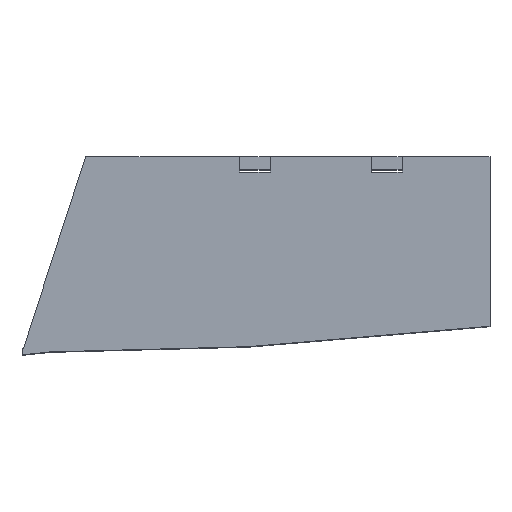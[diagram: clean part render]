
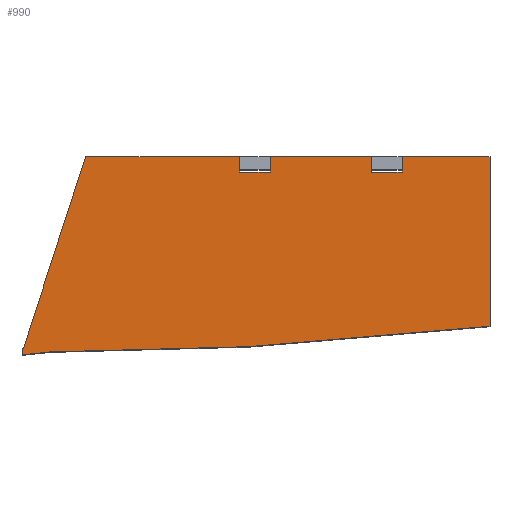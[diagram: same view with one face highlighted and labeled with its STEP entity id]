
A CAD part, top view. The second image highlights one B-rep face of the part: STEP entity #990.
In plain terms, the highlighted planar face has unit normal (0, 0, 1).
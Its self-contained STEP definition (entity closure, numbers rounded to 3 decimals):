
#63=FACE_OUTER_BOUND('',#108,.T.);
#108=EDGE_LOOP('',(#770,#771,#772,#773,#774,#775,#776,#777,#778,#779,#780,
#781,#782,#783,#784,#785));
#140=LINE('',#1347,#272);
#200=LINE('',#1473,#332);
#204=LINE('',#1481,#336);
#209=LINE('',#1490,#341);
#215=LINE('',#1502,#347);
#220=LINE('',#1512,#352);
#223=LINE('',#1516,#355);
#224=LINE('',#1519,#356);
#225=LINE('',#1520,#357);
#226=LINE('',#1522,#358);
#227=LINE('',#1524,#359);
#228=LINE('',#1526,#360);
#229=LINE('',#1528,#361);
#230=LINE('',#1530,#362);
#231=LINE('',#1531,#363);
#232=LINE('',#1532,#364);
#272=VECTOR('',#1098,10.);
#332=VECTOR('',#1188,10.);
#336=VECTOR('',#1194,10.);
#341=VECTOR('',#1203,10.);
#347=VECTOR('',#1213,10.);
#352=VECTOR('',#1220,10.);
#355=VECTOR('',#1225,10.);
#356=VECTOR('',#1228,10.);
#357=VECTOR('',#1229,10.);
#358=VECTOR('',#1230,10.);
#359=VECTOR('',#1231,10.);
#360=VECTOR('',#1232,10.);
#361=VECTOR('',#1233,10.);
#362=VECTOR('',#1234,10.);
#363=VECTOR('',#1235,10.);
#364=VECTOR('',#1236,10.);
#404=VERTEX_POINT('',#1344);
#405=VERTEX_POINT('',#1346);
#455=VERTEX_POINT('',#1470);
#456=VERTEX_POINT('',#1472);
#459=VERTEX_POINT('',#1480);
#461=VERTEX_POINT('',#1489);
#464=VERTEX_POINT('',#1499);
#465=VERTEX_POINT('',#1501);
#468=VERTEX_POINT('',#1509);
#469=VERTEX_POINT('',#1511);
#470=VERTEX_POINT('',#1518);
#471=VERTEX_POINT('',#1521);
#472=VERTEX_POINT('',#1523);
#473=VERTEX_POINT('',#1525);
#474=VERTEX_POINT('',#1527);
#475=VERTEX_POINT('',#1529);
#502=EDGE_CURVE('',#404,#405,#140,.T.);
#566=EDGE_CURVE('',#456,#455,#200,.T.);
#570=EDGE_CURVE('',#459,#456,#204,.T.);
#575=EDGE_CURVE('',#461,#459,#209,.T.);
#581=EDGE_CURVE('',#465,#464,#215,.T.);
#586=EDGE_CURVE('',#469,#468,#220,.T.);
#589=EDGE_CURVE('',#468,#465,#223,.T.);
#590=EDGE_CURVE('',#455,#470,#224,.T.);
#591=EDGE_CURVE('',#470,#405,#225,.T.);
#592=EDGE_CURVE('',#471,#404,#226,.T.);
#593=EDGE_CURVE('',#472,#471,#227,.T.);
#594=EDGE_CURVE('',#472,#473,#228,.T.);
#595=EDGE_CURVE('',#473,#474,#229,.T.);
#596=EDGE_CURVE('',#474,#475,#230,.T.);
#597=EDGE_CURVE('',#475,#469,#231,.T.);
#598=EDGE_CURVE('',#464,#461,#232,.T.);
#770=ORIENTED_EDGE('',*,*,#575,.T.);
#771=ORIENTED_EDGE('',*,*,#570,.T.);
#772=ORIENTED_EDGE('',*,*,#566,.T.);
#773=ORIENTED_EDGE('',*,*,#590,.T.);
#774=ORIENTED_EDGE('',*,*,#591,.T.);
#775=ORIENTED_EDGE('',*,*,#502,.F.);
#776=ORIENTED_EDGE('',*,*,#592,.F.);
#777=ORIENTED_EDGE('',*,*,#593,.F.);
#778=ORIENTED_EDGE('',*,*,#594,.T.);
#779=ORIENTED_EDGE('',*,*,#595,.T.);
#780=ORIENTED_EDGE('',*,*,#596,.T.);
#781=ORIENTED_EDGE('',*,*,#597,.T.);
#782=ORIENTED_EDGE('',*,*,#586,.T.);
#783=ORIENTED_EDGE('',*,*,#589,.T.);
#784=ORIENTED_EDGE('',*,*,#581,.T.);
#785=ORIENTED_EDGE('',*,*,#598,.T.);
#954=PLANE('',#1055);
#990=ADVANCED_FACE('',(#63),#954,.T.);
#1055=AXIS2_PLACEMENT_3D('',#1517,#1226,#1227);
#1098=DIRECTION('',(0.999,0.046,0.));
#1188=DIRECTION('',(0.,1.,0.));
#1194=DIRECTION('',(-1.,0.,0.));
#1203=DIRECTION('',(0.,-1.,0.));
#1213=DIRECTION('',(0.,1.,0.));
#1220=DIRECTION('',(0.,-1.,0.));
#1225=DIRECTION('',(-1.,0.,0.));
#1226=DIRECTION('center_axis',(0.,0.,1.));
#1227=DIRECTION('ref_axis',(1.,0.,0.));
#1228=DIRECTION('',(-1.,0.,0.));
#1229=DIRECTION('',(-0.309,-0.951,0.));
#1230=DIRECTION('',(0.,1.,0.));
#1231=DIRECTION('',(-0.995,-0.103,0.));
#1232=DIRECTION('',(1.,0.026,0.));
#1233=DIRECTION('',(0.996,0.084,0.));
#1234=DIRECTION('',(0.,1.,0.));
#1235=DIRECTION('',(-1.,0.,0.));
#1236=DIRECTION('',(-1.,0.,0.));
#1344=CARTESIAN_POINT('',(-106.5,-5.,69.));
#1346=CARTESIAN_POINT('',(-106.17,-4.985,69.));
#1347=CARTESIAN_POINT('',(-100.07,-4.706,69.));
#1470=CARTESIAN_POINT('',(-57.,38.6,69.));
#1472=CARTESIAN_POINT('',(-57.,35.1,69.));
#1473=CARTESIAN_POINT('',(-57.,18.011,69.));
#1480=CARTESIAN_POINT('',(-50.,35.1,69.));
#1481=CARTESIAN_POINT('',(-52.996,35.1,69.));
#1489=CARTESIAN_POINT('',(-50.,38.6,69.));
#1490=CARTESIAN_POINT('',(-50.,18.011,69.));
#1499=CARTESIAN_POINT('',(-27.,38.6,69.));
#1501=CARTESIAN_POINT('',(-27.,35.1,69.));
#1502=CARTESIAN_POINT('',(-27.,18.011,69.));
#1509=CARTESIAN_POINT('',(-20.,35.1,69.));
#1511=CARTESIAN_POINT('',(-20.,38.6,69.));
#1512=CARTESIAN_POINT('',(-20.,18.011,69.));
#1516=CARTESIAN_POINT('',(-37.996,35.1,69.));
#1517=CARTESIAN_POINT('Origin',(-52.491,-2.577,69.));
#1518=CARTESIAN_POINT('',(-92.,38.6,69.));
#1519=CARTESIAN_POINT('',(-23.,38.6,69.));
#1520=CARTESIAN_POINT('',(-92.,38.6,69.));
#1521=CARTESIAN_POINT('',(-106.5,-6.5,69.));
#1522=CARTESIAN_POINT('',(-106.5,-5.83,69.));
#1523=CARTESIAN_POINT('',(-100.053,-5.83,69.));
#1524=CARTESIAN_POINT('',(-87.158,-4.49,69.));
#1525=CARTESIAN_POINT('',(-54.921,-4.641,69.));
#1526=CARTESIAN_POINT('',(-106.5,-6.,69.));
#1527=CARTESIAN_POINT('',(0.,0.,69.));
#1528=CARTESIAN_POINT('',(-54.921,-4.641,69.));
#1529=CARTESIAN_POINT('',(0.,38.6,69.));
#1530=CARTESIAN_POINT('',(0.,0.,69.));
#1531=CARTESIAN_POINT('',(-23.,38.6,69.));
#1532=CARTESIAN_POINT('',(-23.,38.6,69.));
